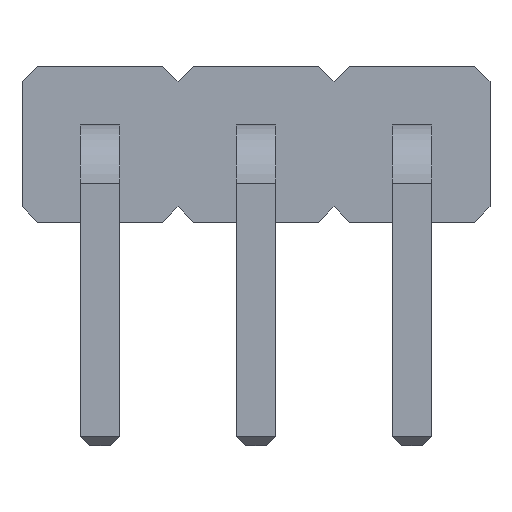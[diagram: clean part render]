
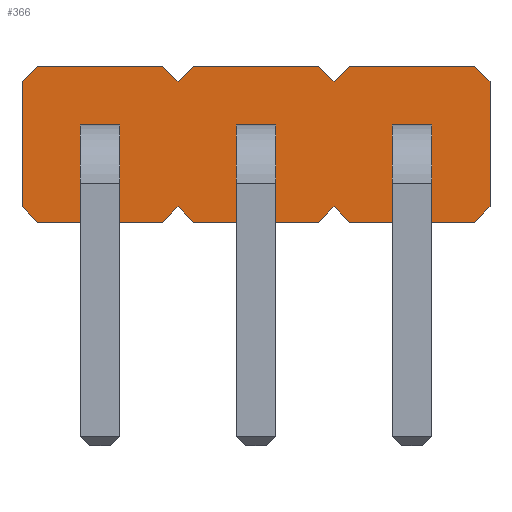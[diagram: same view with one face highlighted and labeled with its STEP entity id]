
A CAD part, left-side view. The second image highlights one B-rep face of the part: STEP entity #366.
In plain terms, the highlighted planar face has unit normal (-1, 0, 0).
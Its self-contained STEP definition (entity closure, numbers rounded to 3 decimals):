
#32 = VERTEX_POINT('',#33);
#33 = CARTESIAN_POINT('',(1.5,-3.81,2.29));
#39 = EDGE_CURVE('',#32,#40,#42,.T.);
#40 = VERTEX_POINT('',#41);
#41 = CARTESIAN_POINT('',(1.5,-3.56,2.54));
#42 = LINE('',#43,#44);
#43 = CARTESIAN_POINT('',(1.5,-3.685,2.415));
#44 = VECTOR('',#45,1.);
#45 = DIRECTION('',(0.,0.707,0.707));
#324 = VERTEX_POINT('',#325);
#325 = CARTESIAN_POINT('',(1.5,-4.06,2.54));
#331 = EDGE_CURVE('',#324,#32,#332,.T.);
#332 = LINE('',#333,#334);
#333 = CARTESIAN_POINT('',(1.5,-3.935,2.415));
#334 = VECTOR('',#335,1.);
#335 = DIRECTION('',(0.,0.707,-0.707)
);
#348 = EDGE_CURVE('',#40,#349,#351,.T.);
#349 = VERTEX_POINT('',#350);
#350 = CARTESIAN_POINT('',(1.5,-1.52,2.54));
#351 = LINE('',#352,#353);
#352 = CARTESIAN_POINT('',(1.5,-3.81,2.54));
#353 = VECTOR('',#354,1.);
#354 = DIRECTION('',(0.,1.,0.));
#366 = ADVANCED_FACE('',(#367,#506,#540,#574),#608,.T.);
#367 = FACE_BOUND('',#368,.T.);
#368 = EDGE_LOOP('',(#369,#379,#387,#395,#403,#411,#419,#427,#435,#443,
#451,#457,#458,#459,#460,#468,#476,#484,#492,#500));
#369 = ORIENTED_EDGE('',*,*,#370,.T.);
#370 = EDGE_CURVE('',#371,#373,#375,.T.);
#371 = VERTEX_POINT('',#372);
#372 = CARTESIAN_POINT('',(1.5,1.02,0.));
#373 = VERTEX_POINT('',#374);
#374 = CARTESIAN_POINT('',(1.5,-1.02,0.));
#375 = LINE('',#376,#377);
#376 = CARTESIAN_POINT('',(1.5,1.27,0.));
#377 = VECTOR('',#378,1.);
#378 = DIRECTION('',(0.,-1.,0.));
#379 = ORIENTED_EDGE('',*,*,#380,.T.);
#380 = EDGE_CURVE('',#373,#381,#383,.T.);
#381 = VERTEX_POINT('',#382);
#382 = CARTESIAN_POINT('',(1.5,-1.27,0.25));
#383 = LINE('',#384,#385);
#384 = CARTESIAN_POINT('',(1.5,-1.145,0.125));
#385 = VECTOR('',#386,1.);
#386 = DIRECTION('',(0.,-0.707,0.707)
);
#387 = ORIENTED_EDGE('',*,*,#388,.F.);
#388 = EDGE_CURVE('',#389,#381,#391,.T.);
#389 = VERTEX_POINT('',#390);
#390 = CARTESIAN_POINT('',(1.5,-1.52,0.));
#391 = LINE('',#392,#393);
#392 = CARTESIAN_POINT('',(1.5,-1.395,0.125));
#393 = VECTOR('',#394,1.);
#394 = DIRECTION('',(0.,0.707,0.707)
);
#395 = ORIENTED_EDGE('',*,*,#396,.T.);
#396 = EDGE_CURVE('',#389,#397,#399,.T.);
#397 = VERTEX_POINT('',#398);
#398 = CARTESIAN_POINT('',(1.5,-3.56,0.));
#399 = LINE('',#400,#401);
#400 = CARTESIAN_POINT('',(1.5,-1.27,0.));
#401 = VECTOR('',#402,1.);
#402 = DIRECTION('',(0.,-1.,0.));
#403 = ORIENTED_EDGE('',*,*,#404,.T.);
#404 = EDGE_CURVE('',#397,#405,#407,.T.);
#405 = VERTEX_POINT('',#406);
#406 = CARTESIAN_POINT('',(1.5,-3.81,0.25));
#407 = LINE('',#408,#409);
#408 = CARTESIAN_POINT('',(1.5,-3.685,0.125));
#409 = VECTOR('',#410,1.);
#410 = DIRECTION('',(0.,-0.707,0.707)
);
#411 = ORIENTED_EDGE('',*,*,#412,.F.);
#412 = EDGE_CURVE('',#413,#405,#415,.T.);
#413 = VERTEX_POINT('',#414);
#414 = CARTESIAN_POINT('',(1.5,-4.06,0.));
#415 = LINE('',#416,#417);
#416 = CARTESIAN_POINT('',(1.5,-3.935,0.125));
#417 = VECTOR('',#418,1.);
#418 = DIRECTION('',(0.,0.707,0.707)
);
#419 = ORIENTED_EDGE('',*,*,#420,.T.);
#420 = EDGE_CURVE('',#413,#421,#423,.T.);
#421 = VERTEX_POINT('',#422);
#422 = CARTESIAN_POINT('',(1.5,-6.1,0.));
#423 = LINE('',#424,#425);
#424 = CARTESIAN_POINT('',(1.5,-3.81,0.));
#425 = VECTOR('',#426,1.);
#426 = DIRECTION('',(0.,-1.,0.));
#427 = ORIENTED_EDGE('',*,*,#428,.T.);
#428 = EDGE_CURVE('',#421,#429,#431,.T.);
#429 = VERTEX_POINT('',#430);
#430 = CARTESIAN_POINT('',(1.5,-6.35,0.25));
#431 = LINE('',#432,#433);
#432 = CARTESIAN_POINT('',(1.5,-6.225,0.125));
#433 = VECTOR('',#434,1.);
#434 = DIRECTION('',(0.,-0.707,0.707)
);
#435 = ORIENTED_EDGE('',*,*,#436,.T.);
#436 = EDGE_CURVE('',#429,#437,#439,.T.);
#437 = VERTEX_POINT('',#438);
#438 = CARTESIAN_POINT('',(1.5,-6.35,2.29));
#439 = LINE('',#440,#441);
#440 = CARTESIAN_POINT('',(1.5,-6.35,0.));
#441 = VECTOR('',#442,1.);
#442 = DIRECTION('',(0.,0.,1.));
#443 = ORIENTED_EDGE('',*,*,#444,.T.);
#444 = EDGE_CURVE('',#437,#445,#447,.T.);
#445 = VERTEX_POINT('',#446);
#446 = CARTESIAN_POINT('',(1.5,-6.1,2.54));
#447 = LINE('',#448,#449);
#448 = CARTESIAN_POINT('',(1.5,-6.225,2.415));
#449 = VECTOR('',#450,1.);
#450 = DIRECTION('',(0.,0.707,0.707)
);
#451 = ORIENTED_EDGE('',*,*,#452,.T.);
#452 = EDGE_CURVE('',#445,#324,#453,.T.);
#453 = LINE('',#454,#455);
#454 = CARTESIAN_POINT('',(1.5,-6.35,2.54));
#455 = VECTOR('',#456,1.);
#456 = DIRECTION('',(0.,1.,0.));
#457 = ORIENTED_EDGE('',*,*,#331,.T.);
#458 = ORIENTED_EDGE('',*,*,#39,.T.);
#459 = ORIENTED_EDGE('',*,*,#348,.T.);
#460 = ORIENTED_EDGE('',*,*,#461,.T.);
#461 = EDGE_CURVE('',#349,#462,#464,.T.);
#462 = VERTEX_POINT('',#463);
#463 = CARTESIAN_POINT('',(1.5,-1.27,2.29));
#464 = LINE('',#465,#466);
#465 = CARTESIAN_POINT('',(1.5,-1.395,2.415));
#466 = VECTOR('',#467,1.);
#467 = DIRECTION('',(0.,0.707,-0.707)
);
#468 = ORIENTED_EDGE('',*,*,#469,.T.);
#469 = EDGE_CURVE('',#462,#470,#472,.T.);
#470 = VERTEX_POINT('',#471);
#471 = CARTESIAN_POINT('',(1.5,-1.02,2.54));
#472 = LINE('',#473,#474);
#473 = CARTESIAN_POINT('',(1.5,-1.145,2.415));
#474 = VECTOR('',#475,1.);
#475 = DIRECTION('',(0.,0.707,0.707)
);
#476 = ORIENTED_EDGE('',*,*,#477,.T.);
#477 = EDGE_CURVE('',#470,#478,#480,.T.);
#478 = VERTEX_POINT('',#479);
#479 = CARTESIAN_POINT('',(1.5,1.02,2.54));
#480 = LINE('',#481,#482);
#481 = CARTESIAN_POINT('',(1.5,-1.27,2.54));
#482 = VECTOR('',#483,1.);
#483 = DIRECTION('',(0.,1.,0.));
#484 = ORIENTED_EDGE('',*,*,#485,.T.);
#485 = EDGE_CURVE('',#478,#486,#488,.T.);
#486 = VERTEX_POINT('',#487);
#487 = CARTESIAN_POINT('',(1.5,1.27,2.29));
#488 = LINE('',#489,#490);
#489 = CARTESIAN_POINT('',(1.5,1.145,2.415));
#490 = VECTOR('',#491,1.);
#491 = DIRECTION('',(0.,0.707,-0.707)
);
#492 = ORIENTED_EDGE('',*,*,#493,.T.);
#493 = EDGE_CURVE('',#486,#494,#496,.T.);
#494 = VERTEX_POINT('',#495);
#495 = CARTESIAN_POINT('',(1.5,1.27,0.25));
#496 = LINE('',#497,#498);
#497 = CARTESIAN_POINT('',(1.5,1.27,2.54));
#498 = VECTOR('',#499,1.);
#499 = DIRECTION('',(0.,0.,-1.));
#500 = ORIENTED_EDGE('',*,*,#501,.F.);
#501 = EDGE_CURVE('',#371,#494,#502,.T.);
#502 = LINE('',#503,#504);
#503 = CARTESIAN_POINT('',(1.5,1.145,0.125));
#504 = VECTOR('',#505,1.);
#505 = DIRECTION('',(0.,0.707,0.707)
);
#506 = FACE_BOUND('',#507,.T.);
#507 = EDGE_LOOP('',(#508,#518,#526,#534));
#508 = ORIENTED_EDGE('',*,*,#509,.F.);
#509 = EDGE_CURVE('',#510,#512,#514,.T.);
#510 = VERTEX_POINT('',#511);
#511 = CARTESIAN_POINT('',(1.5,-2.86,1.59));
#512 = VERTEX_POINT('',#513);
#513 = CARTESIAN_POINT('',(1.5,-2.22,1.59));
#514 = LINE('',#515,#516);
#515 = CARTESIAN_POINT('',(1.5,-2.38,1.59));
#516 = VECTOR('',#517,1.);
#517 = DIRECTION('',(0.,1.,0.));
#518 = ORIENTED_EDGE('',*,*,#519,.T.);
#519 = EDGE_CURVE('',#510,#520,#522,.T.);
#520 = VERTEX_POINT('',#521);
#521 = CARTESIAN_POINT('',(1.5,-2.86,0.95));
#522 = LINE('',#523,#524);
#523 = CARTESIAN_POINT('',(1.5,-2.86,0.826));
#524 = VECTOR('',#525,1.);
#525 = DIRECTION('',(0.,0.,-1.));
#526 = ORIENTED_EDGE('',*,*,#527,.F.);
#527 = EDGE_CURVE('',#528,#520,#530,.T.);
#528 = VERTEX_POINT('',#529);
#529 = CARTESIAN_POINT('',(1.5,-2.22,0.95));
#530 = LINE('',#531,#532);
#531 = CARTESIAN_POINT('',(1.5,-2.38,0.95));
#532 = VECTOR('',#533,1.);
#533 = DIRECTION('',(0.,-1.,0.));
#534 = ORIENTED_EDGE('',*,*,#535,.F.);
#535 = EDGE_CURVE('',#512,#528,#536,.T.);
#536 = LINE('',#537,#538);
#537 = CARTESIAN_POINT('',(1.5,-2.22,0.826));
#538 = VECTOR('',#539,1.);
#539 = DIRECTION('',(0.,0.,-1.));
#540 = FACE_BOUND('',#541,.T.);
#541 = EDGE_LOOP('',(#542,#552,#560,#568));
#542 = ORIENTED_EDGE('',*,*,#543,.F.);
#543 = EDGE_CURVE('',#544,#546,#548,.T.);
#544 = VERTEX_POINT('',#545);
#545 = CARTESIAN_POINT('',(1.5,-5.4,1.59));
#546 = VERTEX_POINT('',#547);
#547 = CARTESIAN_POINT('',(1.5,-4.76,1.59));
#548 = LINE('',#549,#550);
#549 = CARTESIAN_POINT('',(1.5,-3.65,1.59));
#550 = VECTOR('',#551,1.);
#551 = DIRECTION('',(0.,1.,0.));
#552 = ORIENTED_EDGE('',*,*,#553,.T.);
#553 = EDGE_CURVE('',#544,#554,#556,.T.);
#554 = VERTEX_POINT('',#555);
#555 = CARTESIAN_POINT('',(1.5,-5.4,0.95));
#556 = LINE('',#557,#558);
#557 = CARTESIAN_POINT('',(1.5,-5.4,0.826));
#558 = VECTOR('',#559,1.);
#559 = DIRECTION('',(0.,0.,-1.));
#560 = ORIENTED_EDGE('',*,*,#561,.F.);
#561 = EDGE_CURVE('',#562,#554,#564,.T.);
#562 = VERTEX_POINT('',#563);
#563 = CARTESIAN_POINT('',(1.5,-4.76,0.95));
#564 = LINE('',#565,#566);
#565 = CARTESIAN_POINT('',(1.5,-3.65,0.95));
#566 = VECTOR('',#567,1.);
#567 = DIRECTION('',(0.,-1.,0.));
#568 = ORIENTED_EDGE('',*,*,#569,.F.);
#569 = EDGE_CURVE('',#546,#562,#570,.T.);
#570 = LINE('',#571,#572);
#571 = CARTESIAN_POINT('',(1.5,-4.76,0.826));
#572 = VECTOR('',#573,1.);
#573 = DIRECTION('',(0.,0.,-1.));
#574 = FACE_BOUND('',#575,.T.);
#575 = EDGE_LOOP('',(#576,#586,#594,#602));
#576 = ORIENTED_EDGE('',*,*,#577,.F.);
#577 = EDGE_CURVE('',#578,#580,#582,.T.);
#578 = VERTEX_POINT('',#579);
#579 = CARTESIAN_POINT('',(1.5,0.32,1.59));
#580 = VERTEX_POINT('',#581);
#581 = CARTESIAN_POINT('',(1.5,0.32,0.95));
#582 = LINE('',#583,#584);
#583 = CARTESIAN_POINT('',(1.5,0.32,0.826));
#584 = VECTOR('',#585,1.);
#585 = DIRECTION('',(0.,0.,-1.));
#586 = ORIENTED_EDGE('',*,*,#587,.F.);
#587 = EDGE_CURVE('',#588,#578,#590,.T.);
#588 = VERTEX_POINT('',#589);
#589 = CARTESIAN_POINT('',(1.5,-0.32,1.59));
#590 = LINE('',#591,#592);
#591 = CARTESIAN_POINT('',(1.5,-1.11,1.59));
#592 = VECTOR('',#593,1.);
#593 = DIRECTION('',(0.,1.,0.));
#594 = ORIENTED_EDGE('',*,*,#595,.T.);
#595 = EDGE_CURVE('',#588,#596,#598,.T.);
#596 = VERTEX_POINT('',#597);
#597 = CARTESIAN_POINT('',(1.5,-0.32,0.95));
#598 = LINE('',#599,#600);
#599 = CARTESIAN_POINT('',(1.5,-0.32,0.826));
#600 = VECTOR('',#601,1.);
#601 = DIRECTION('',(0.,0.,-1.));
#602 = ORIENTED_EDGE('',*,*,#603,.F.);
#603 = EDGE_CURVE('',#580,#596,#604,.T.);
#604 = LINE('',#605,#606);
#605 = CARTESIAN_POINT('',(1.5,-1.11,0.95));
#606 = VECTOR('',#607,1.);
#607 = DIRECTION('',(0.,-1.,0.));
#608 = PLANE('',#609);
#609 = AXIS2_PLACEMENT_3D('',#610,#611,#612);
#610 = CARTESIAN_POINT('',(1.5,-2.54,1.27));
#611 = DIRECTION('',(-1.,0.,0.));
#612 = DIRECTION('',(0.,0.,-1.));
